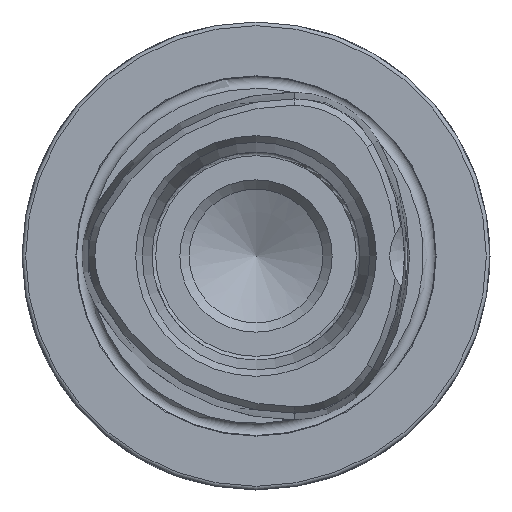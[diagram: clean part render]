
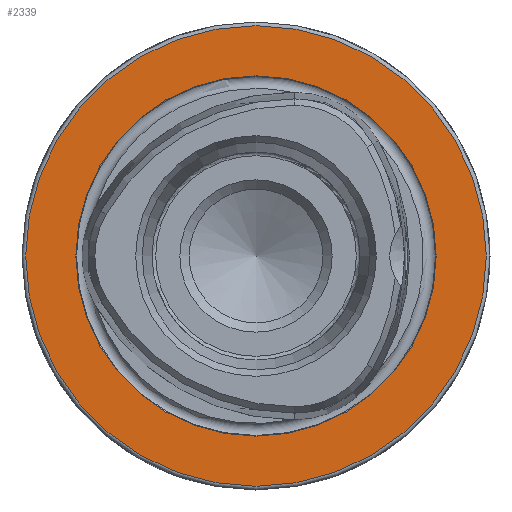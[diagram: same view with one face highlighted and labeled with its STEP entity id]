
A CAD part, left-side view. The second image highlights one B-rep face of the part: STEP entity #2339.
In plain terms, the highlighted planar face has unit normal (-1, 0, 0).
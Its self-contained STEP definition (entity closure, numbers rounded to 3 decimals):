
#75 = DIRECTION ( 'NONE',  ( 0., 0., -1. ) ) ;
#96 = DIRECTION ( 'NONE',  ( 0., 0., 1. ) ) ;
#277 = FACE_BOUND ( 'NONE', #1617, .T. ) ;
#410 = FACE_OUTER_BOUND ( 'NONE', #2057, .T. ) ;
#550 = ORIENTED_EDGE ( 'NONE', *, *, #2217, .F. ) ;
#671 = DIRECTION ( 'NONE',  ( 0., 0., 1. ) ) ;
#718 = DIRECTION ( 'NONE',  ( 1., 0., 0. ) ) ;
#729 = PLANE ( 'NONE',  #1328 ) ;
#1172 = CARTESIAN_POINT ( 'NONE',  ( 0., 0., 0. ) ) ;
#1328 = AXIS2_PLACEMENT_3D ( 'NONE', #1589, #718, #75 ) ;
#1409 = DIRECTION ( 'NONE',  ( -1., 0., 0. ) ) ;
#1455 = EDGE_CURVE ( 'NONE', #2137, #2137, #2569, .T. ) ;
#1589 = CARTESIAN_POINT ( 'NONE',  ( 0., 24.25, 0. ) ) ;
#1617 = EDGE_LOOP ( 'NONE', ( #550 ) ) ;
#1636 = AXIS2_PLACEMENT_3D ( 'NONE', #1172, #1409, #96 ) ;
#1776 = DIRECTION ( 'NONE',  ( -1., 0., 0. ) ) ;
#1906 = CIRCLE ( 'NONE', #1636, 24.25 ) ;
#1935 = VERTEX_POINT ( 'NONE', #2499 ) ;
#1994 = CARTESIAN_POINT ( 'NONE',  ( 0., 0., 0. ) ) ;
#2057 = EDGE_LOOP ( 'NONE', ( #2340 ) ) ;
#2137 = VERTEX_POINT ( 'NONE', #2279 ) ;
#2217 = EDGE_CURVE ( 'NONE', #1935, #1935, #1906, .T. ) ;
#2279 = CARTESIAN_POINT ( 'NONE',  ( 0., 0., 31. ) ) ;
#2339 = ADVANCED_FACE ( 'NONE', ( #277, #410 ), #729, .F. ) ;
#2340 = ORIENTED_EDGE ( 'NONE', *, *, #1455, .T. ) ;
#2499 = CARTESIAN_POINT ( 'NONE',  ( 0., 0., 24.25 ) ) ;
#2569 = CIRCLE ( 'NONE', #2580, 31. ) ;
#2580 = AXIS2_PLACEMENT_3D ( 'NONE', #1994, #1776, #671 ) ;
